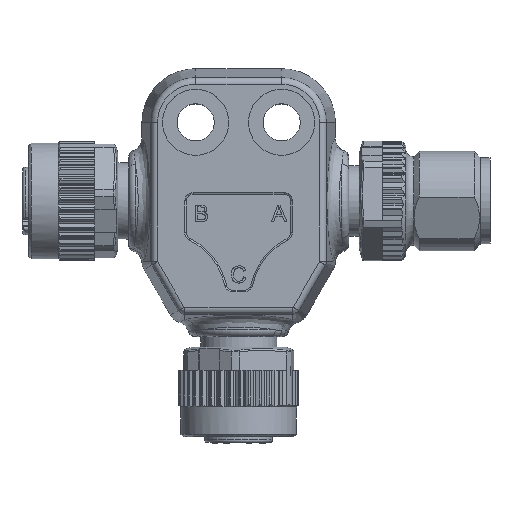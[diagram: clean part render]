
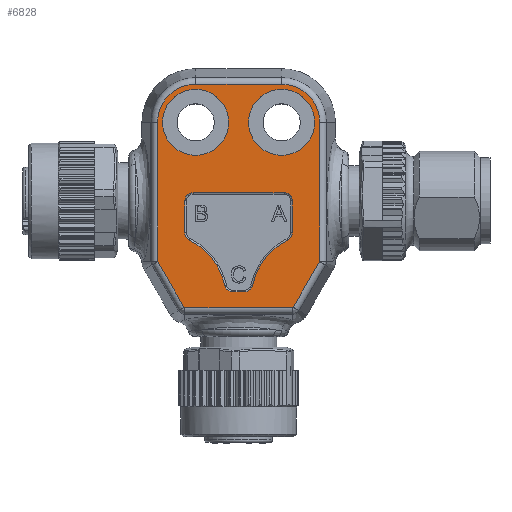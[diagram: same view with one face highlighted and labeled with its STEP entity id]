
A CAD part, top view. The second image highlights one B-rep face of the part: STEP entity #6828.
In plain terms, the highlighted planar face has unit normal (0, 0, 1).
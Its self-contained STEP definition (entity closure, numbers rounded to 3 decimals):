
#816=LINE('',#35433,#2318);
#832=LINE('',#35525,#2334);
#833=LINE('',#35532,#2335);
#834=LINE('',#35536,#2336);
#835=LINE('',#35540,#2337);
#836=LINE('',#35548,#2338);
#837=LINE('',#35555,#2339);
#838=LINE('',#35560,#2340);
#839=LINE('',#35564,#2341);
#840=LINE('',#35568,#2342);
#2318=VECTOR('',#27810,1.);
#2334=VECTOR('',#27886,1.);
#2335=VECTOR('',#27893,1.);
#2336=VECTOR('',#27896,1.);
#2337=VECTOR('',#27899,1.);
#2338=VECTOR('',#27906,1.);
#2339=VECTOR('',#27913,1.);
#2340=VECTOR('',#27916,1.);
#2341=VECTOR('',#27919,1.);
#2342=VECTOR('',#27922,1.);
#6828=ADVANCED_FACE('',(#8628,#8629,#8630,#8631),#8085,.F.);
#8085=PLANE('',#24894);
#8628=FACE_BOUND('',#9227,.T.);
#8629=FACE_BOUND('',#9228,.T.);
#8630=FACE_BOUND('',#9229,.T.);
#8631=FACE_BOUND('',#9230,.T.);
#9227=EDGE_LOOP('',(#12088,#12089,#12090,#12091,#12092,#12093,#12094,#12095,
#12096,#12097,#12098,#12099));
#9228=EDGE_LOOP('',(#12100));
#9229=EDGE_LOOP('',(#12101));
#9230=EDGE_LOOP('',(#12102,#12103,#12104,#12105,#12106,#12107,#12108,#12109,
#12110,#12111,#12112,#12113));
#12088=ORIENTED_EDGE('',*,*,#20723,.T.);
#12089=ORIENTED_EDGE('',*,*,#20724,.T.);
#12090=ORIENTED_EDGE('',*,*,#20725,.T.);
#12091=ORIENTED_EDGE('',*,*,#20726,.T.);
#12092=ORIENTED_EDGE('',*,*,#20727,.T.);
#12093=ORIENTED_EDGE('',*,*,#20728,.T.);
#12094=ORIENTED_EDGE('',*,*,#20729,.T.);
#12095=ORIENTED_EDGE('',*,*,#20730,.T.);
#12096=ORIENTED_EDGE('',*,*,#20731,.T.);
#12097=ORIENTED_EDGE('',*,*,#20732,.T.);
#12098=ORIENTED_EDGE('',*,*,#20733,.T.);
#12099=ORIENTED_EDGE('',*,*,#20734,.T.);
#12100=ORIENTED_EDGE('',*,*,#20735,.T.);
#12101=ORIENTED_EDGE('',*,*,#20736,.T.);
#12102=ORIENTED_EDGE('',*,*,#20737,.T.);
#12103=ORIENTED_EDGE('',*,*,#20738,.T.);
#12104=ORIENTED_EDGE('',*,*,#20739,.T.);
#12105=ORIENTED_EDGE('',*,*,#20740,.T.);
#12106=ORIENTED_EDGE('',*,*,#20741,.T.);
#12107=ORIENTED_EDGE('',*,*,#20742,.T.);
#12108=ORIENTED_EDGE('',*,*,#20743,.T.);
#12109=ORIENTED_EDGE('',*,*,#20744,.T.);
#12110=ORIENTED_EDGE('',*,*,#20682,.T.);
#12111=ORIENTED_EDGE('',*,*,#20680,.T.);
#12112=ORIENTED_EDGE('',*,*,#20722,.T.);
#12113=ORIENTED_EDGE('',*,*,#20745,.T.);
#18089=VERTEX_POINT('',#35411);
#18090=VERTEX_POINT('',#35413);
#18091=VERTEX_POINT('',#35432);
#18123=VERTEX_POINT('',#35524);
#18124=VERTEX_POINT('',#35528);
#18125=VERTEX_POINT('',#35529);
#18126=VERTEX_POINT('',#35531);
#18127=VERTEX_POINT('',#35533);
#18128=VERTEX_POINT('',#35535);
#18129=VERTEX_POINT('',#35537);
#18130=VERTEX_POINT('',#35539);
#18131=VERTEX_POINT('',#35541);
#18132=VERTEX_POINT('',#35543);
#18133=VERTEX_POINT('',#35545);
#18134=VERTEX_POINT('',#35547);
#18135=VERTEX_POINT('',#35549);
#18136=VERTEX_POINT('',#35552);
#18137=VERTEX_POINT('',#35554);
#18138=VERTEX_POINT('',#35556);
#18139=VERTEX_POINT('',#35557);
#18140=VERTEX_POINT('',#35559);
#18141=VERTEX_POINT('',#35561);
#18142=VERTEX_POINT('',#35563);
#18143=VERTEX_POINT('',#35565);
#18144=VERTEX_POINT('',#35567);
#18145=VERTEX_POINT('',#35569);
#20680=EDGE_CURVE('',#18089,#18090,#23685,.T.);
#20682=EDGE_CURVE('',#18091,#18089,#816,.T.);
#20722=EDGE_CURVE('',#18090,#18123,#832,.T.);
#20723=EDGE_CURVE('',#18124,#18125,#23709,.T.);
#20724=EDGE_CURVE('',#18125,#18126,#23710,.T.);
#20725=EDGE_CURVE('',#18126,#18127,#833,.T.);
#20726=EDGE_CURVE('',#18127,#18128,#23711,.T.);
#20727=EDGE_CURVE('',#18128,#18129,#834,.T.);
#20728=EDGE_CURVE('',#18129,#18130,#23712,.T.);
#20729=EDGE_CURVE('',#18130,#18131,#835,.T.);
#20730=EDGE_CURVE('',#18131,#18132,#23713,.T.);
#20731=EDGE_CURVE('',#18132,#18133,#23714,.T.);
#20732=EDGE_CURVE('',#18133,#18134,#23715,.T.);
#20733=EDGE_CURVE('',#18134,#18135,#836,.T.);
#20734=EDGE_CURVE('',#18135,#18124,#23716,.T.);
#20735=EDGE_CURVE('',#18136,#18136,#23717,.T.);
#20736=EDGE_CURVE('',#18137,#18137,#23718,.T.);
#20737=EDGE_CURVE('',#18138,#18139,#837,.T.);
#20738=EDGE_CURVE('',#18139,#18140,#23719,.T.);
#20739=EDGE_CURVE('',#18140,#18141,#838,.T.);
#20740=EDGE_CURVE('',#18141,#18142,#23720,.T.);
#20741=EDGE_CURVE('',#18142,#18143,#839,.T.);
#20742=EDGE_CURVE('',#18143,#18144,#23721,.T.);
#20743=EDGE_CURVE('',#18144,#18145,#840,.T.);
#20744=EDGE_CURVE('',#18145,#18091,#23722,.T.);
#20745=EDGE_CURVE('',#18123,#18138,#23723,.T.);
#23685=CIRCLE('',#24846,0.11);
#23709=CIRCLE('',#24879,8.);
#23710=CIRCLE('',#24880,1.);
#23711=CIRCLE('',#24881,1.);
#23712=CIRCLE('',#24882,1.);
#23713=CIRCLE('',#24883,1.);
#23714=CIRCLE('',#24884,8.);
#23715=CIRCLE('',#24885,1.);
#23716=CIRCLE('',#24886,1.);
#23717=CIRCLE('',#24887,4.);
#23718=CIRCLE('',#24888,4.);
#23719=CIRCLE('',#24889,0.11);
#23720=CIRCLE('',#24890,0.11);
#23721=CIRCLE('',#24891,4.61);
#23722=CIRCLE('',#24892,4.61);
#23723=CIRCLE('',#24893,0.11);
#24846=AXIS2_PLACEMENT_3D('',#35414,#27806,#27807);
#24879=AXIS2_PLACEMENT_3D('',#35527,#27889,#27890);
#24880=AXIS2_PLACEMENT_3D('',#35530,#27891,#27892);
#24881=AXIS2_PLACEMENT_3D('',#35534,#27894,#27895);
#24882=AXIS2_PLACEMENT_3D('',#35538,#27897,#27898);
#24883=AXIS2_PLACEMENT_3D('',#35542,#27900,#27901);
#24884=AXIS2_PLACEMENT_3D('',#35544,#27902,#27903);
#24885=AXIS2_PLACEMENT_3D('',#35546,#27904,#27905);
#24886=AXIS2_PLACEMENT_3D('',#35550,#27907,#27908);
#24887=AXIS2_PLACEMENT_3D('',#35551,#27909,#27910);
#24888=AXIS2_PLACEMENT_3D('',#35553,#27911,#27912);
#24889=AXIS2_PLACEMENT_3D('',#35558,#27914,#27915);
#24890=AXIS2_PLACEMENT_3D('',#35562,#27917,#27918);
#24891=AXIS2_PLACEMENT_3D('',#35566,#27920,#27921);
#24892=AXIS2_PLACEMENT_3D('',#35570,#27923,#27924);
#24893=AXIS2_PLACEMENT_3D('',#35571,#27925,#27926);
#24894=AXIS2_PLACEMENT_3D('',#35572,#27927,#27928);
#27806=DIRECTION('',(0.,0.,1.));
#27807=DIRECTION('',(-1.,0.,0.));
#27810=DIRECTION('',(0.,-1.,0.));
#27886=DIRECTION('',(0.503,-0.864,0.));
#27889=DIRECTION('',(0.,0.,1.));
#27890=DIRECTION('',(1.,0.,0.));
#27891=DIRECTION('',(0.,0.,-1.));
#27892=DIRECTION('',(-1.,0.,0.));
#27893=DIRECTION('',(0.,1.,0.));
#27894=DIRECTION('',(0.,0.,-1.));
#27895=DIRECTION('',(-1.,0.,0.));
#27896=DIRECTION('',(1.,0.,0.));
#27897=DIRECTION('',(0.,0.,-1.));
#27898=DIRECTION('',(-1.,0.,0.));
#27899=DIRECTION('',(0.,-1.,0.));
#27900=DIRECTION('',(0.,0.,-1.));
#27901=DIRECTION('',(-1.,0.,0.));
#27902=DIRECTION('',(0.,0.,1.));
#27903=DIRECTION('',(-1.,0.,0.));
#27904=DIRECTION('',(0.,0.,-1.));
#27905=DIRECTION('',(-1.,0.,0.));
#27906=DIRECTION('',(-1.,0.,0.));
#27907=DIRECTION('',(0.,0.,-1.));
#27908=DIRECTION('',(-1.,0.,0.));
#27909=DIRECTION('',(0.,0.,-1.));
#27910=DIRECTION('',(-1.,0.,0.));
#27911=DIRECTION('',(0.,0.,-1.));
#27912=DIRECTION('',(-1.,0.,0.));
#27913=DIRECTION('',(1.,0.,0.));
#27914=DIRECTION('',(0.,0.,1.));
#27915=DIRECTION('',(-1.,0.,0.));
#27916=DIRECTION('',(0.503,0.864,0.));
#27917=DIRECTION('',(0.,0.,1.));
#27918=DIRECTION('',(-1.,0.,0.));
#27919=DIRECTION('',(0.,1.,0.));
#27920=DIRECTION('',(0.,0.,1.));
#27921=DIRECTION('',(-1.,0.,0.));
#27922=DIRECTION('',(-1.,0.,0.));
#27923=DIRECTION('',(0.,0.,1.));
#27924=DIRECTION('',(-1.,0.,0.));
#27925=DIRECTION('',(0.,0.,1.));
#27926=DIRECTION('',(-1.,0.,0.));
#27927=DIRECTION('',(0.,0.,-1.));
#27928=DIRECTION('',(-1.,0.,0.));
#35411=CARTESIAN_POINT('',(-9.81,-7.3,8.5));
#35413=CARTESIAN_POINT('',(-9.795,-7.355,8.5));
#35414=CARTESIAN_POINT('',(-9.7,-7.3,8.5));
#35432=CARTESIAN_POINT('',(-9.81,9.5,8.5));
#35433=CARTESIAN_POINT('',(-9.81,-7.3,8.5));
#35524=CARTESIAN_POINT('',(-6.595,-12.855,8.5));
#35525=CARTESIAN_POINT('',(-6.595,-12.855,8.5));
#35527=CARTESIAN_POINT('',(-9.5,-11.916,8.5));
#35528=CARTESIAN_POINT('',(-1.683,-10.213,8.5));
#35529=CARTESIAN_POINT('',(-5.944,-4.75,8.5));
#35530=CARTESIAN_POINT('',(-5.5,-3.854,8.5));
#35531=CARTESIAN_POINT('',(-6.5,-3.854,8.5));
#35532=CARTESIAN_POINT('',(-6.5,-4.5,8.5));
#35533=CARTESIAN_POINT('',(-6.5,0.,8.5));
#35534=CARTESIAN_POINT('',(-5.5,0.,8.5));
#35535=CARTESIAN_POINT('',(-5.5,1.,8.5));
#35536=CARTESIAN_POINT('',(-6.5,1.,8.5));
#35537=CARTESIAN_POINT('',(5.5,1.,8.5));
#35538=CARTESIAN_POINT('',(5.5,0.,8.5));
#35539=CARTESIAN_POINT('',(6.5,0.,8.5));
#35540=CARTESIAN_POINT('',(6.5,1.,8.5));
#35541=CARTESIAN_POINT('',(6.5,-3.854,8.5));
#35542=CARTESIAN_POINT('',(5.5,-3.854,8.5));
#35543=CARTESIAN_POINT('',(5.944,-4.75,8.5));
#35544=CARTESIAN_POINT('',(9.5,-11.916,8.5));
#35545=CARTESIAN_POINT('',(1.683,-10.213,8.5));
#35546=CARTESIAN_POINT('',(0.706,-10.,8.5));
#35547=CARTESIAN_POINT('',(0.706,-11.,8.5));
#35548=CARTESIAN_POINT('',(1.553,-11.,8.5));
#35549=CARTESIAN_POINT('',(-0.706,-11.,8.5));
#35550=CARTESIAN_POINT('',(-0.706,-10.,8.5));
#35551=CARTESIAN_POINT('',(5.2,9.5,8.5));
#35552=CARTESIAN_POINT('',(1.2,9.5,8.5));
#35553=CARTESIAN_POINT('',(-5.2,9.5,8.5));
#35554=CARTESIAN_POINT('',(-9.2,9.5,8.5));
#35555=CARTESIAN_POINT('',(6.5,-12.91,8.5));
#35556=CARTESIAN_POINT('',(-6.5,-12.91,8.5));
#35557=CARTESIAN_POINT('',(6.5,-12.91,8.5));
#35558=CARTESIAN_POINT('',(6.5,-12.8,8.5));
#35559=CARTESIAN_POINT('',(6.595,-12.855,8.5));
#35560=CARTESIAN_POINT('',(9.795,-7.355,8.5));
#35561=CARTESIAN_POINT('',(9.795,-7.355,8.5));
#35562=CARTESIAN_POINT('',(9.7,-7.3,8.5));
#35563=CARTESIAN_POINT('',(9.81,-7.3,8.5));
#35564=CARTESIAN_POINT('',(9.81,9.5,8.5));
#35565=CARTESIAN_POINT('',(9.81,9.5,8.5));
#35566=CARTESIAN_POINT('',(5.2,9.5,8.5));
#35567=CARTESIAN_POINT('',(5.2,14.11,8.5));
#35568=CARTESIAN_POINT('',(-5.2,14.11,8.5));
#35569=CARTESIAN_POINT('',(-5.2,14.11,8.5));
#35570=CARTESIAN_POINT('',(-5.2,9.5,8.5));
#35571=CARTESIAN_POINT('',(-6.5,-12.8,8.5));
#35572=CARTESIAN_POINT('',(-6.5,-12.8,8.5));
